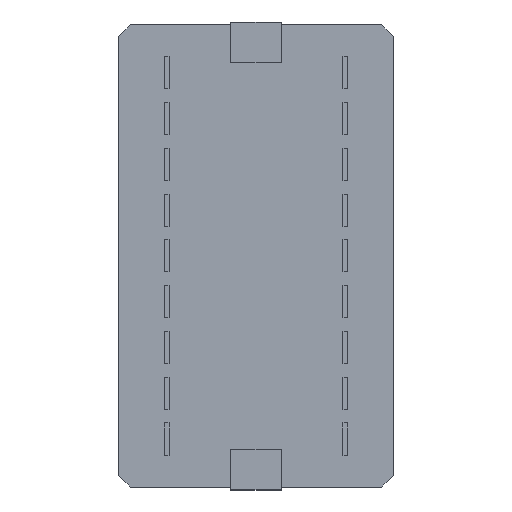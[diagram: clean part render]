
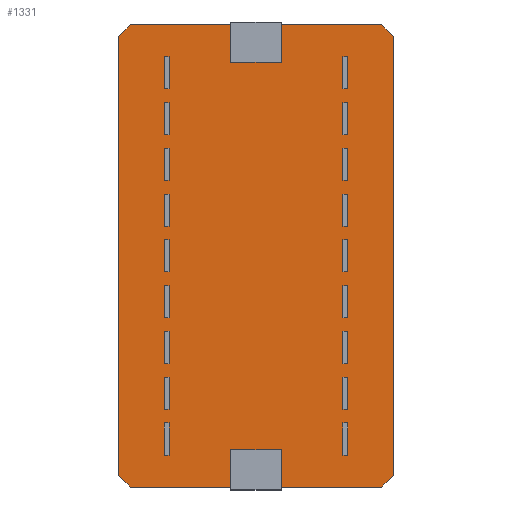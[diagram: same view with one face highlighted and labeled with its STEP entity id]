
A CAD part, top view. The second image highlights one B-rep face of the part: STEP entity #1331.
In plain terms, the highlighted planar face has unit normal (0, 0, 1).
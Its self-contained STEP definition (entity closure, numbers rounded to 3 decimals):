
#85=FACE_OUTER_BOUND('',#147,.T.);
#147=EDGE_LOOP('',(#1083,#1084,#1085,#1086,#1087,#1088,#1089,#1090));
#257=LINE('',#2002,#461);
#260=LINE('',#2009,#464);
#265=LINE('',#2020,#469);
#268=LINE('',#2027,#472);
#272=LINE('',#2033,#476);
#274=LINE('',#2036,#478);
#276=LINE('',#2039,#480);
#278=LINE('',#2042,#482);
#461=VECTOR('',#1616,1.);
#464=VECTOR('',#1621,1.);
#469=VECTOR('',#1628,1.);
#472=VECTOR('',#1633,1.);
#476=VECTOR('',#1639,10.);
#478=VECTOR('',#1643,10.);
#480=VECTOR('',#1647,10.);
#482=VECTOR('',#1651,10.);
#665=VERTEX_POINT('',#1999);
#666=VERTEX_POINT('',#2001);
#668=VERTEX_POINT('',#2006);
#669=VERTEX_POINT('',#2008);
#673=VERTEX_POINT('',#2017);
#674=VERTEX_POINT('',#2019);
#676=VERTEX_POINT('',#2024);
#677=VERTEX_POINT('',#2026);
#849=EDGE_CURVE('',#666,#665,#257,.F.);
#852=EDGE_CURVE('',#669,#668,#260,.T.);
#857=EDGE_CURVE('',#674,#673,#265,.F.);
#860=EDGE_CURVE('',#677,#676,#268,.T.);
#864=EDGE_CURVE('',#665,#669,#272,.T.);
#866=EDGE_CURVE('',#666,#673,#274,.T.);
#868=EDGE_CURVE('',#668,#677,#276,.T.);
#870=EDGE_CURVE('',#674,#676,#278,.T.);
#1083=ORIENTED_EDGE('',*,*,#852,.T.);
#1084=ORIENTED_EDGE('',*,*,#868,.T.);
#1085=ORIENTED_EDGE('',*,*,#860,.T.);
#1086=ORIENTED_EDGE('',*,*,#870,.F.);
#1087=ORIENTED_EDGE('',*,*,#857,.T.);
#1088=ORIENTED_EDGE('',*,*,#866,.F.);
#1089=ORIENTED_EDGE('',*,*,#849,.T.);
#1090=ORIENTED_EDGE('',*,*,#864,.T.);
#1269=PLANE('',#1466);
#1331=ADVANCED_FACE('',(#85),#1269,.T.);
#1466=AXIS2_PLACEMENT_3D('',#2043,#1652,#1653);
#1616=DIRECTION('',(0.,1.,0.));
#1621=DIRECTION('',(1.,0.,0.));
#1628=DIRECTION('',(1.,0.,0.));
#1633=DIRECTION('',(0.,1.,0.));
#1639=DIRECTION('',(0.707,-0.707,0.));
#1643=DIRECTION('',(0.707,0.707,0.));
#1647=DIRECTION('',(0.707,0.707,0.));
#1651=DIRECTION('',(0.707,-0.707,0.));
#1652=DIRECTION('center_axis',(0.,0.,1.));
#1653=DIRECTION('ref_axis',(1.,0.,0.));
#1999=CARTESIAN_POINT('',(10.867,18.6,0.8));
#2001=CARTESIAN_POINT('',(10.867,210.6,0.8));
#2002=CARTESIAN_POINT('',(10.867,114.6,0.8));
#2006=CARTESIAN_POINT('',(125.867,13.6,0.8));
#2008=CARTESIAN_POINT('',(15.867,13.6,0.8));
#2009=CARTESIAN_POINT('',(70.867,13.6,0.8));
#2017=CARTESIAN_POINT('',(15.867,215.6,0.8));
#2019=CARTESIAN_POINT('',(125.867,215.6,0.8));
#2020=CARTESIAN_POINT('',(70.867,215.6,0.8));
#2024=CARTESIAN_POINT('',(130.867,210.6,0.8));
#2026=CARTESIAN_POINT('',(130.867,18.6,0.8));
#2027=CARTESIAN_POINT('',(130.867,114.6,0.8));
#2033=CARTESIAN_POINT('',(10.867,18.6,0.8));
#2036=CARTESIAN_POINT('',(10.867,210.6,0.8));
#2039=CARTESIAN_POINT('',(125.867,13.6,0.8));
#2042=CARTESIAN_POINT('',(125.867,215.6,0.8));
#2043=CARTESIAN_POINT('Origin',(70.867,114.6,0.8));
